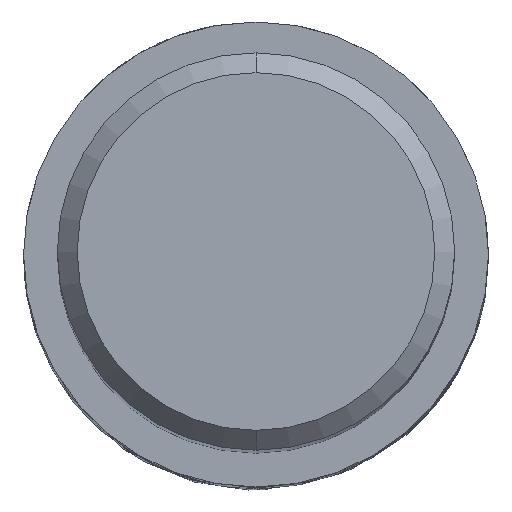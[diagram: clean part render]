
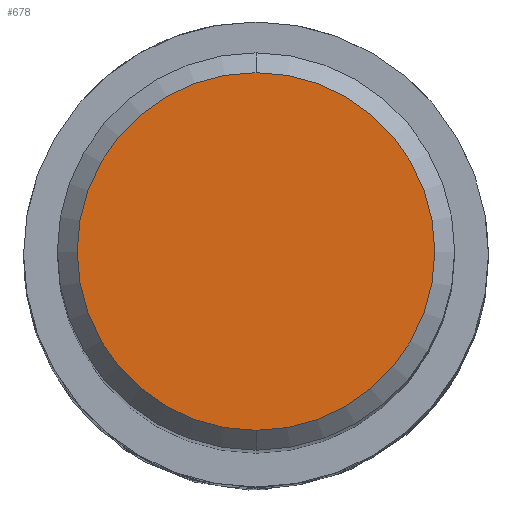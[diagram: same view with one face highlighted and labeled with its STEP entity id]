
A CAD part, top view. The second image highlights one B-rep face of the part: STEP entity #678.
In plain terms, the highlighted planar face has unit normal (0, 0, 1).
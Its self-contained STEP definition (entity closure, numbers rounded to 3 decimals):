
#320=EDGE_CURVE('',#396,#446,#855,.T.);
#396=VERTEX_POINT('',#939);
#446=VERTEX_POINT('',#993);
#458=EDGE_CURVE('',#446,#396,#1006,.T.);
#678=ADVANCED_FACE('',(#1247),#1248,.T.);
#855=CIRCLE('',#1953,4.5);
#939=CARTESIAN_POINT('',(0.0,4.5,0.0));
#993=CARTESIAN_POINT('',(0.,-4.5,0.0));
#1006=CIRCLE('',#3346,4.5);
#1247=FACE_OUTER_BOUND('',#4598,.T.);
#1248=PLANE('',#4599);
#1953=AXIS2_PLACEMENT_3D('',#5072,#5073,#5074);
#3346=AXIS2_PLACEMENT_3D('',#5243,#5244,#5245);
#4598=EDGE_LOOP('',(#5500,#5501));
#4599=AXIS2_PLACEMENT_3D('',#5502,#5503,#5504);
#5072=CARTESIAN_POINT('',(0.0,0.0,0.0));
#5073=DIRECTION('',(0.0,0.0,-1.0));
#5074=DIRECTION('',(0.0,1.0,0.0));
#5243=CARTESIAN_POINT('',(0.0,0.0,0.0));
#5244=DIRECTION('',(0.0,0.0,-1.0));
#5245=DIRECTION('',(0.0,1.0,0.0));
#5500=ORIENTED_EDGE('',*,*,#320,.F.);
#5501=ORIENTED_EDGE('',*,*,#458,.F.);
#5502=CARTESIAN_POINT('',(0.0,2.25,0.0));
#5503=DIRECTION('',(-0.0,0.0,1.0));
#5504=DIRECTION('',(0.0,-1.0,0.0));
